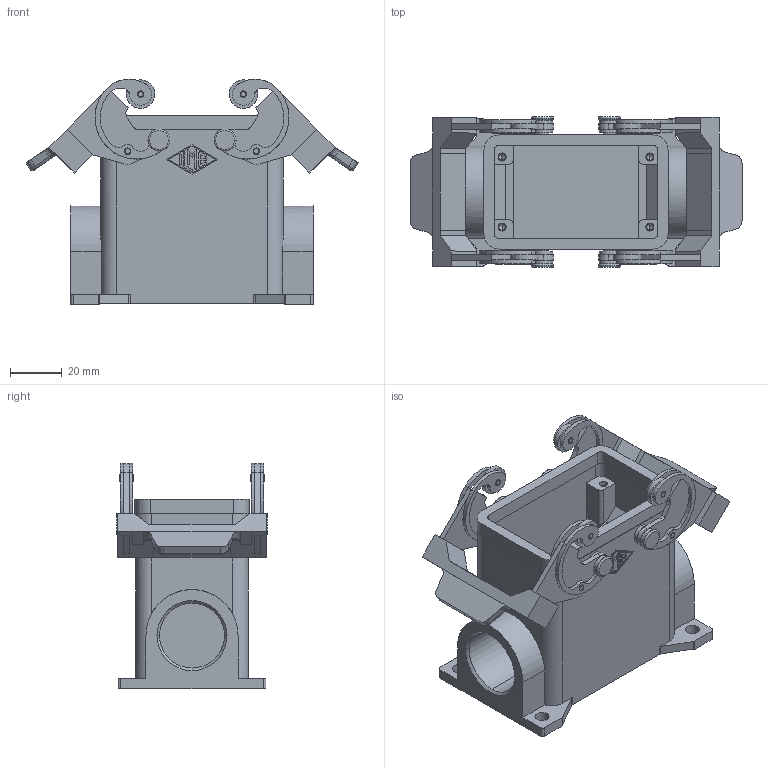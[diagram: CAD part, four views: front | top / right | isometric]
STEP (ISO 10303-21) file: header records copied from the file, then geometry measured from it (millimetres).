
FILE_DESCRIPTION(('Creo Elements/Direct Modeling STEP Export'),'2;1');
FILE_NAME('0lndrp34gll8d3n1680','2018-01-11T10:33:41',(''),(''),'PTC Creo Elements/Direct Modeling STEP processor for AP214 (Solid Model)','PTC Creo Elements/Direct Modeling 19.0E 27-Jun-2016 (C) Parametric Technology GmbH','');
FILE_SCHEMA(('AUTOMOTIVE_DESIGN { 1 0 10303 214 1 1 1 1 }'));
Length unit declared in the file: millimetre
Products named in the file (1): MAP_10.25
Bounding box: 127.99 x 58 x 86.94 mm (x, y, z)
Volume: 7.1 mm3; surface area: 58146 mm2
Topology: 5 solids, 8 shells, 625 faces, 1702 edges, 1132 vertices
Faces by surface type: plane 315, cylinder 238, torus 48, bspline 12, cone 12
Full cylindrical faces by diameter (mm): 2 x7
Entity records: 21168 total; most frequent: CARTESIAN_POINT 5344, ORIENTED_EDGE 3374, DIRECTION 3319, EDGE_CURVE 1687, AXIS2_PLACEMENT_3D 1223, VERTEX_POINT 1128, VECTOR 873, LINE 873
